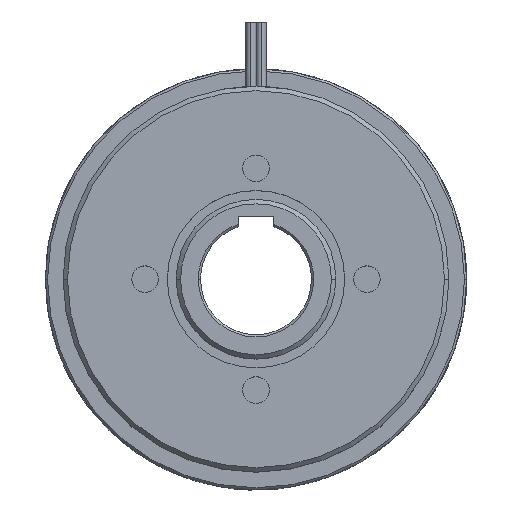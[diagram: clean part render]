
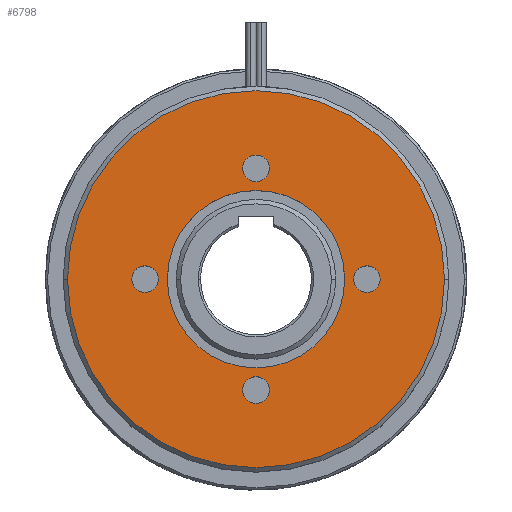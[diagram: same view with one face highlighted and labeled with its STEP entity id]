
A CAD part, top view. The second image highlights one B-rep face of the part: STEP entity #6798.
In plain terms, the highlighted planar face has unit normal (0, 0, 1).
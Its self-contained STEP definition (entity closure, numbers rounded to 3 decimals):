
#86 = CARTESIAN_POINT ( 'NONE',  ( 0., 0., 22. ) ) ;
#87 = CIRCLE ( 'NONE', #88, 20. ) ;
#88 = AXIS2_PLACEMENT_3D ( 'NONE', #86, #89, #90 ) ;
#89 = DIRECTION ( 'NONE',  ( 0., 0., 1. ) ) ;
#90 = DIRECTION ( 'NONE',  ( 1., 0., 0. ) ) ;
#95 = DIRECTION ( 'NONE',  ( 1., 0., 0. ) ) ;
#96 = DIRECTION ( 'NONE',  ( 0., 0., 1. ) ) ;
#97 = CARTESIAN_POINT ( 'NONE',  ( 0., 0., 22. ) ) ;
#98 = AXIS2_PLACEMENT_3D ( 'NONE', #97, #96, #95 ) ;
#99 = CIRCLE ( 'NONE', #98, 42.5 ) ;
#100 = CARTESIAN_POINT ( 'NONE',  ( 0., -25., 22. ) ) ;
#101 = DIRECTION ( 'NONE',  ( -1., 0., 0. ) ) ;
#102 = DIRECTION ( 'NONE',  ( 0., 0., 1. ) ) ;
#103 = AXIS2_PLACEMENT_3D ( 'NONE', #100, #102, #101 ) ;
#105 = CIRCLE ( 'NONE', #103, 3. ) ;
#132 = DIRECTION ( 'NONE',  ( 1., 0., 0. ) ) ;
#133 = CARTESIAN_POINT ( 'NONE',  ( 0., 0., 22. ) ) ;
#134 = AXIS2_PLACEMENT_3D ( 'NONE', #133, #136, #132 ) ;
#135 = FACE_OUTER_BOUND ( 'NONE', #6804, .T. ) ;
#136 = DIRECTION ( 'NONE',  ( 0., 0., 1. ) ) ;
#137 = PLANE ( 'NONE',  #134 ) ;
#138 = FACE_BOUND ( 'NONE', #6801, .T. ) ;
#139 = CARTESIAN_POINT ( 'NONE',  ( 0., 25., 22. ) ) ;
#140 = AXIS2_PLACEMENT_3D ( 'NONE', #139, #147, #146 ) ;
#141 = CIRCLE ( 'NONE', #140, 3. ) ;
#143 = FACE_BOUND ( 'NONE', #6809, .T. ) ;
#144 = FACE_BOUND ( 'NONE', #6800, .T. ) ;
#146 = DIRECTION ( 'NONE',  ( 1., 0., 0. ) ) ;
#147 = DIRECTION ( 'NONE',  ( 0., 0., 1. ) ) ;
#148 = FACE_BOUND ( 'NONE', #6817, .T. ) ;
#149 = FACE_BOUND ( 'NONE', #6806, .T. ) ;
#1282 = AXIS2_PLACEMENT_3D ( 'NONE', #1283, #1287, #1285 ) ;
#1283 = CARTESIAN_POINT ( 'NONE',  ( -25., 0., 22. ) ) ;
#1284 = CIRCLE ( 'NONE', #1282, 3. ) ;
#1285 = DIRECTION ( 'NONE',  ( 0., 1., 0. ) ) ;
#1286 = DIRECTION ( 'NONE',  ( 0., -1., 0. ) ) ;
#1287 = DIRECTION ( 'NONE',  ( 0., 0., 1. ) ) ;
#1288 = DIRECTION ( 'NONE',  ( 0., 0., 1. ) ) ;
#1289 = CARTESIAN_POINT ( 'NONE',  ( 25., 0., 22. ) ) ;
#1290 = AXIS2_PLACEMENT_3D ( 'NONE', #1289, #1288, #1286 ) ;
#1291 = CIRCLE ( 'NONE', #1290, 3. ) ;
#2140 = CARTESIAN_POINT ( 'NONE',  ( -28., 0., 22. ) ) ;
#2144 = CARTESIAN_POINT ( 'NONE',  ( 28., 0., 22. ) ) ;
#2148 = AXIS2_PLACEMENT_3D ( 'NONE', #2156, #2155, #2176 ) ;
#2155 = DIRECTION ( 'NONE',  ( 0., 0., 1. ) ) ;
#2156 = CARTESIAN_POINT ( 'NONE',  ( -25., 0., 22. ) ) ;
#2165 = CARTESIAN_POINT ( 'NONE',  ( -3., -25., 22. ) ) ;
#2174 = CIRCLE ( 'NONE', #2148, 3. ) ;
#2176 = DIRECTION ( 'NONE',  ( 0., 1., 0. ) ) ;
#2178 = CARTESIAN_POINT ( 'NONE',  ( -22., 0., 22. ) ) ;
#2202 = DIRECTION ( 'NONE',  ( 1., 0., 0. ) ) ;
#2203 = DIRECTION ( 'NONE',  ( 0., 0., 1. ) ) ;
#2281 = CARTESIAN_POINT ( 'NONE',  ( 0., 25., 22. ) ) ;
#2282 = AXIS2_PLACEMENT_3D ( 'NONE', #2281, #2203, #2202 ) ;
#2283 = CIRCLE ( 'NONE', #2282, 3. ) ;
#2305 = CARTESIAN_POINT ( 'NONE',  ( 3., 25., 22. ) ) ;
#2311 = CARTESIAN_POINT ( 'NONE',  ( -3., 25., 22. ) ) ;
#2405 = DIRECTION ( 'NONE',  ( 0., -1., 0. ) ) ;
#2410 = DIRECTION ( 'NONE',  ( -1., 0., 0. ) ) ;
#2411 = DIRECTION ( 'NONE',  ( 0., 0., 1. ) ) ;
#2418 = CIRCLE ( 'NONE', #2429, 3. ) ;
#2422 = CARTESIAN_POINT ( 'NONE',  ( 25., 0., 22. ) ) ;
#2423 = AXIS2_PLACEMENT_3D ( 'NONE', #2430, #2411, #2410 ) ;
#2424 = CIRCLE ( 'NONE', #2423, 3. ) ;
#2426 = DIRECTION ( 'NONE',  ( 0., 0., 1. ) ) ;
#2429 = AXIS2_PLACEMENT_3D ( 'NONE', #2422, #2426, #2405 ) ;
#2430 = CARTESIAN_POINT ( 'NONE',  ( 0., -25., 22. ) ) ;
#2829 = CARTESIAN_POINT ( 'NONE',  ( 42.5, 0., 22. ) ) ;
#2854 = CARTESIAN_POINT ( 'NONE',  ( -42.5, 0., 22. ) ) ;
#2899 = CARTESIAN_POINT ( 'NONE',  ( 20., 0., 22. ) ) ;
#2914 = DIRECTION ( 'NONE',  ( 1., 0., 0. ) ) ;
#2915 = AXIS2_PLACEMENT_3D ( 'NONE', #2922, #2920, #2914 ) ;
#2920 = DIRECTION ( 'NONE',  ( 0., 0., 1. ) ) ;
#2922 = CARTESIAN_POINT ( 'NONE',  ( 0., 0., 22. ) ) ;
#2924 = CIRCLE ( 'NONE', #2915, 42.5 ) ;
#2973 = DIRECTION ( 'NONE',  ( 1., 0., 0. ) ) ;
#2974 = CIRCLE ( 'NONE', #2982, 20. ) ;
#2977 = DIRECTION ( 'NONE',  ( 0., 0., 1. ) ) ;
#2981 = CARTESIAN_POINT ( 'NONE',  ( 0., 0., 22. ) ) ;
#2982 = AXIS2_PLACEMENT_3D ( 'NONE', #2981, #2977, #2973 ) ;
#2988 = CARTESIAN_POINT ( 'NONE',  ( -20., 0., 22. ) ) ;
#3598 = VERTEX_POINT ( 'NONE', #2829 ) ;
#3619 = VERTEX_POINT ( 'NONE', #2854 ) ;
#3667 = VERTEX_POINT ( 'NONE', #2899 ) ;
#3677 = EDGE_CURVE ( 'NONE', #3598, #3619, #2924, .T. ) ;
#3695 = EDGE_CURVE ( 'NONE', #3696, #3667, #2974, .T. ) ;
#3696 = VERTEX_POINT ( 'NONE', #2988 ) ;
#4264 = CARTESIAN_POINT ( 'NONE',  ( 22., 0., 22. ) ) ;
#4659 = CARTESIAN_POINT ( 'NONE',  ( 3., -25., 22. ) ) ;
#4881 = VERTEX_POINT ( 'NONE', #4264 ) ;
#4900 = VERTEX_POINT ( 'NONE', #4659 ) ;
#4908 = EDGE_CURVE ( 'NONE', #4881, #4924, #2418, .T. ) ;
#4909 = EDGE_CURVE ( 'NONE', #4937, #4900, #2424, .T. ) ;
#4924 = VERTEX_POINT ( 'NONE', #2144 ) ;
#4925 = VERTEX_POINT ( 'NONE', #2178 ) ;
#4937 = VERTEX_POINT ( 'NONE', #2165 ) ;
#4949 = EDGE_CURVE ( 'NONE', #4954, #4925, #2174, .T. ) ;
#4954 = VERTEX_POINT ( 'NONE', #2140 ) ;
#5029 = EDGE_CURVE ( 'NONE', #5040, #5032, #2283, .T. ) ;
#5032 = VERTEX_POINT ( 'NONE', #2305 ) ;
#5040 = VERTEX_POINT ( 'NONE', #2311 ) ;
#6794 = ORIENTED_EDGE ( 'NONE', *, *, #6819, .F. ) ;
#6795 = EDGE_CURVE ( 'NONE', #4925, #4954, #1284, .T. ) ;
#6796 = ORIENTED_EDGE ( 'NONE', *, *, #6797, .F. ) ;
#6797 = EDGE_CURVE ( 'NONE', #4924, #4881, #1291, .T. ) ;
#6798 = ADVANCED_FACE ( 'NONE', ( #144, #143, #138, #149, #135, #148 ), #137, .T. ) ;
#6800 = EDGE_LOOP ( 'NONE', ( #6796, #6812 ) ) ;
#6801 = EDGE_LOOP ( 'NONE', ( #6820, #6807 ) ) ;
#6802 = EDGE_CURVE ( 'NONE', #5032, #5040, #141, .T. ) ;
#6803 = ORIENTED_EDGE ( 'NONE', *, *, #5029, .F. ) ;
#6804 = EDGE_LOOP ( 'NONE', ( #6815, #6814 ) ) ;
#6805 = ORIENTED_EDGE ( 'NONE', *, *, #4909, .F. ) ;
#6806 = EDGE_LOOP ( 'NONE', ( #6813, #6803 ) ) ;
#6807 = ORIENTED_EDGE ( 'NONE', *, *, #4949, .F. ) ;
#6809 = EDGE_LOOP ( 'NONE', ( #6794, #6805 ) ) ;
#6810 = ORIENTED_EDGE ( 'NONE', *, *, #6811, .F. ) ;
#6811 = EDGE_CURVE ( 'NONE', #3667, #3696, #87, .T. ) ;
#6812 = ORIENTED_EDGE ( 'NONE', *, *, #4908, .F. ) ;
#6813 = ORIENTED_EDGE ( 'NONE', *, *, #6802, .F. ) ;
#6814 = ORIENTED_EDGE ( 'NONE', *, *, #3677, .T. ) ;
#6815 = ORIENTED_EDGE ( 'NONE', *, *, #6816, .T. ) ;
#6816 = EDGE_CURVE ( 'NONE', #3619, #3598, #99, .T. ) ;
#6817 = EDGE_LOOP ( 'NONE', ( #6818, #6810 ) ) ;
#6818 = ORIENTED_EDGE ( 'NONE', *, *, #3695, .F. ) ;
#6819 = EDGE_CURVE ( 'NONE', #4900, #4937, #105, .T. ) ;
#6820 = ORIENTED_EDGE ( 'NONE', *, *, #6795, .F. ) ;
